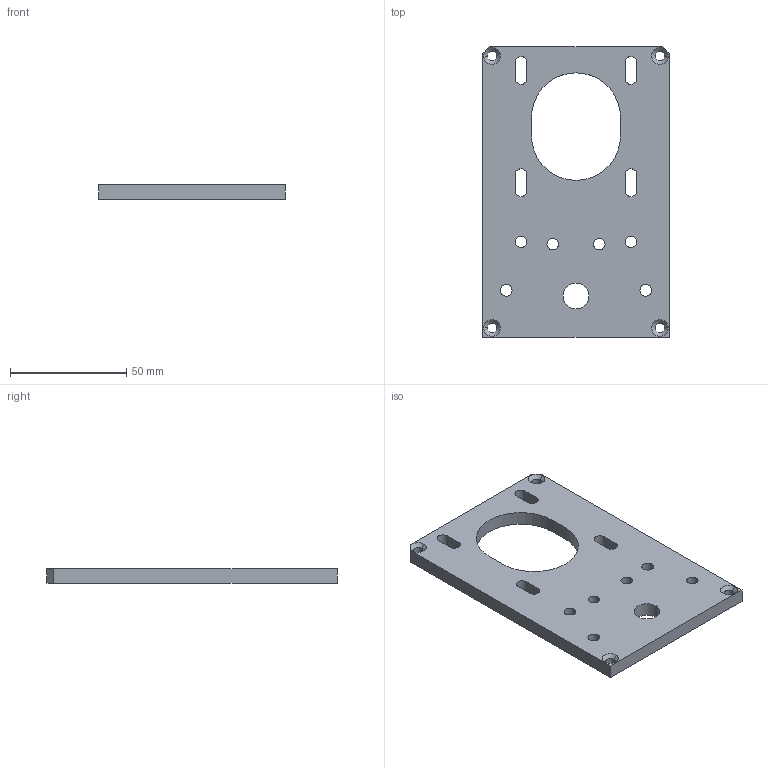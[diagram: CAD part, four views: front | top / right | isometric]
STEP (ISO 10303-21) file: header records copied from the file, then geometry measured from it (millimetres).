
FILE_DESCRIPTION (( 'STEP AP203' ), '1' );
FILE_NAME ('A97 Ïëàñòèíà 125x80 ïîä äâèãàòåëü Nema 23.step', '2026-03-18T09:28:42', ( '' ), ( '' ), 'SwSTEP 2.0', 'SolidWorks 2026', '' );
FILE_SCHEMA (( 'CONFIG_CONTROL_DESIGN' ));
Length unit declared in the file: millimetre
Products named in the file (2): A97 Пластина 125x80 под двигатель Nema 23; A97 Пластина 125x80 под двигатель Nema 23_00
Assembly tree (1 placements, depth 2):
  A97 Пластина 125x80 под двигатель Nema 23
    A97 Пластина 125x80 под двигатель Nema 23_00
Bounding box: 80.2 x 124.8 x 6.1 mm (x, y, z)
Volume: 49045.8 mm3; surface area: 21214 mm2
Topology: 1 solids, 1 shells, 58 faces, 166 edges, 108 vertices
Faces by surface type: cylinder 32, plane 18, cone 8
Entity records: 2186 total; most frequent: DIRECTION 362, CARTESIAN_POINT 346, ORIENTED_EDGE 332, EDGE_CURVE 166, AXIS2_PLACEMENT_3D 136, VERTEX_POINT 108, VECTOR 90, LINE 90
